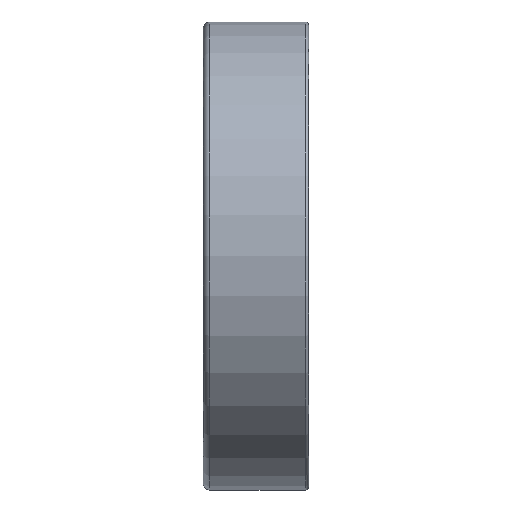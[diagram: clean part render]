
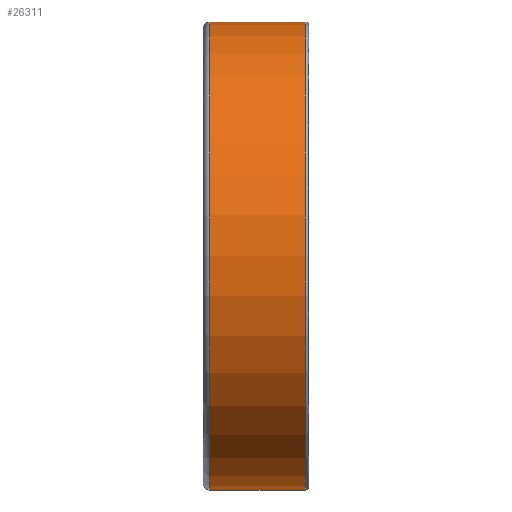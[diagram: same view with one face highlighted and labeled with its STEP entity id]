
A CAD part, top view. The second image highlights one B-rep face of the part: STEP entity #26311.
In plain terms, the highlighted cylindrical face has radius 40 mm (diameter 80 mm), a partial arc.
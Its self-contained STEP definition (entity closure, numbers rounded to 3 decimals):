
#15680=DIRECTION('',(-1.,0.,0.));
#15681=VECTOR('',#15680,16.3);
#15682=CARTESIAN_POINT('',(8.4,40.,0.));
#15683=LINE('',#15682,#15681);
#15687=DIRECTION('',(-1.,0.,0.));
#15688=VECTOR('',#15687,16.3);
#15689=CARTESIAN_POINT('',(8.4,-40.,0.));
#15690=LINE('',#15689,#15688);
#15702=CARTESIAN_POINT('',(8.4,0.,0.));
#15703=DIRECTION('',(1.,0.,0.));
#15704=DIRECTION('',(0.,1.,0.));
#15705=AXIS2_PLACEMENT_3D('',#15702,#15703,#15704);
#15710=CARTESIAN_POINT('',(-7.9,0.,0.));
#15711=DIRECTION('',(1.,0.,0.));
#15712=DIRECTION('',(0.,1.,0.));
#15713=AXIS2_PLACEMENT_3D('',#15710,#15711,#15712);
#23095=CARTESIAN_POINT('',(8.4,40.,0.));
#23096=CARTESIAN_POINT('',(-7.9,40.,0.));
#23097=VERTEX_POINT('',#23095);
#23098=VERTEX_POINT('',#23096);
#23107=CARTESIAN_POINT('',(8.4,-40.,0.));
#23108=CARTESIAN_POINT('',(-7.9,-40.,0.));
#23109=VERTEX_POINT('',#23107);
#23110=VERTEX_POINT('',#23108);
#26299=CARTESIAN_POINT('',(-9.9,0.,0.));
#26300=DIRECTION('',(1.,0.,0.));
#26301=DIRECTION('',(0.,-1.,0.));
#26302=AXIS2_PLACEMENT_3D('',#26299,#26300,#26301);
#26303=CYLINDRICAL_SURFACE('',#26302,40.);
#26304=ORIENTED_EDGE('',*,*,#26289,.F.);
#26305=ORIENTED_EDGE('',*,*,#26266,.T.);
#26306=ORIENTED_EDGE('',*,*,#26293,.T.);
#26308=ORIENTED_EDGE('',*,*,#26307,.F.);
#26309=EDGE_LOOP('',(#26304,#26305,#26306,#26308));
#26310=FACE_OUTER_BOUND('',#26309,.F.);
#15706=CIRCLE('',#15705,40.);
#15714=CIRCLE('',#15713,40.);
#26266=EDGE_CURVE('',#23097,#23109,#15706,.T.);
#26289=EDGE_CURVE('',#23097,#23098,#15683,.T.);
#26293=EDGE_CURVE('',#23109,#23110,#15690,.T.);
#26307=EDGE_CURVE('',#23098,#23110,#15714,.T.);
#26311=ADVANCED_FACE('',(#26310),#26303,.T.);
